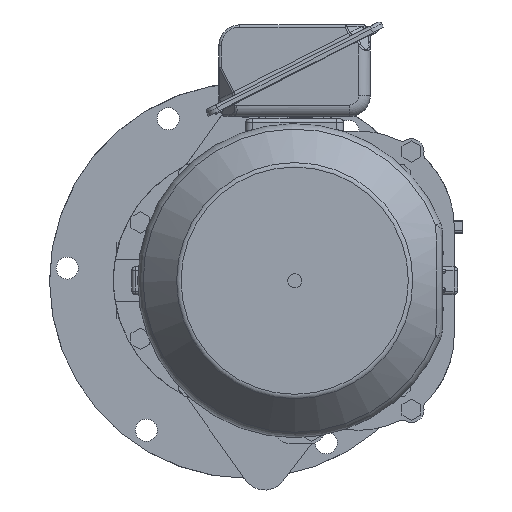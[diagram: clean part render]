
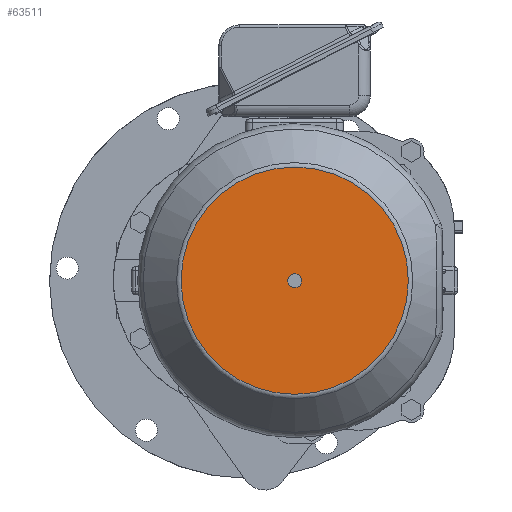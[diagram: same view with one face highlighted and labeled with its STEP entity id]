
A CAD part, left-side view. The second image highlights one B-rep face of the part: STEP entity #63511.
In plain terms, the highlighted planar face has unit normal (-1, 0, 0).
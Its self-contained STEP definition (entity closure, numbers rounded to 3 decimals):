
#2711 = CIRCLE ( 'NONE', #35951, 6. ) ;
#4397 = DIRECTION ( 'NONE',  ( 1., 0., 0. ) ) ;
#10228 = CARTESIAN_POINT ( 'NONE',  ( -554.6, -40.75, 0. ) ) ;
#18845 = AXIS2_PLACEMENT_3D ( 'NONE', #10228, #38625, #28206 ) ;
#22938 = FACE_OUTER_BOUND ( 'NONE', #68708, .T. ) ;
#24099 = PLANE ( 'NONE',  #61877 ) ;
#24443 = EDGE_LOOP ( 'NONE', ( #72018 ) ) ;
#28206 = DIRECTION ( 'NONE',  ( 0., 0., -1. ) ) ;
#29792 = EDGE_CURVE ( 'NONE', #99639, #99639, #111363, .T. ) ;
#35951 = AXIS2_PLACEMENT_3D ( 'NONE', #111288, #69507, #67803 ) ;
#38625 = DIRECTION ( 'NONE',  ( -1., 0., 0. ) ) ;
#47511 = CARTESIAN_POINT ( 'NONE',  ( -554.6, -40.75, -97.668 ) ) ;
#48473 = CARTESIAN_POINT ( 'NONE',  ( -554.6, 59.25, 0. ) ) ;
#49800 = VERTEX_POINT ( 'NONE', #57323 ) ;
#57323 = CARTESIAN_POINT ( 'NONE',  ( -554.6, -40.75, -6. ) ) ;
#57327 = ORIENTED_EDGE ( 'NONE', *, *, #29792, .T. ) ;
#61877 = AXIS2_PLACEMENT_3D ( 'NONE', #48473, #4397, #112744 ) ;
#63511 = ADVANCED_FACE ( 'NONE', ( #68104, #22938 ), #24099, .F. ) ;
#65756 = EDGE_CURVE ( 'NONE', #49800, #49800, #2711, .T. ) ;
#67803 = DIRECTION ( 'NONE',  ( 0., 0., -1. ) ) ;
#68104 = FACE_BOUND ( 'NONE', #24443, .T. ) ;
#68708 = EDGE_LOOP ( 'NONE', ( #57327 ) ) ;
#69507 = DIRECTION ( 'NONE',  ( 1., 0., 0. ) ) ;
#72018 = ORIENTED_EDGE ( 'NONE', *, *, #65756, .T. ) ;
#99639 = VERTEX_POINT ( 'NONE', #47511 ) ;
#111288 = CARTESIAN_POINT ( 'NONE',  ( -554.6, -40.75, 0. ) ) ;
#111363 = CIRCLE ( 'NONE', #18845, 97.668 ) ;
#112744 = DIRECTION ( 'NONE',  ( 0., 0., -1. ) ) ;
